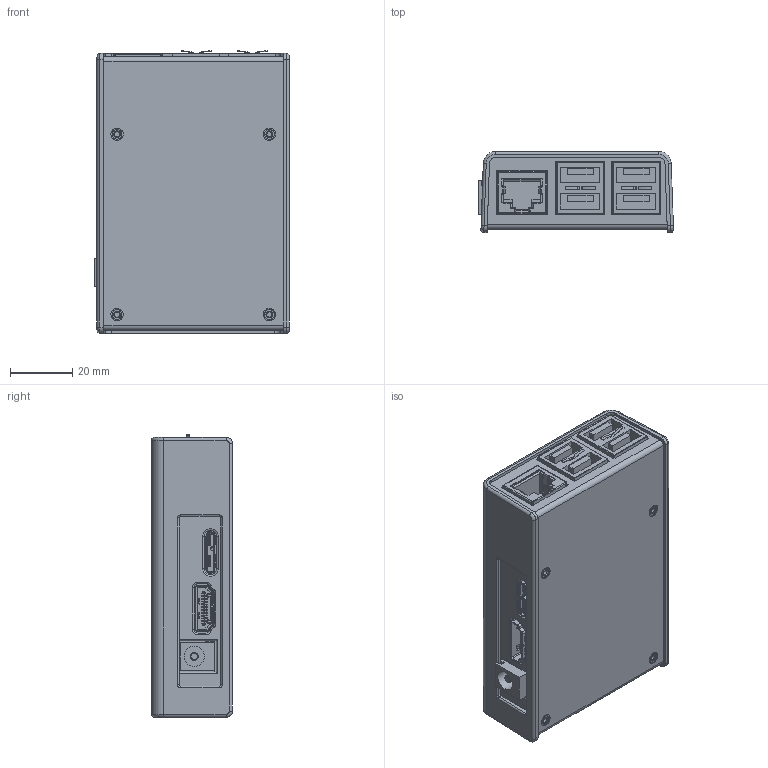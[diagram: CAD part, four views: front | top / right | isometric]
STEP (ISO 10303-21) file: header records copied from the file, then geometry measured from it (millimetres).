
FILE_DESCRIPTION (( 'STEP AP214' ), '1' );
FILE_NAME ('SNAP Controller.STEP', '2017-10-21T04:41:37', ( '' ), ( '' ), 'SwSTEP 2.0', 'SolidWorks 2017', '' );
FILE_SCHEMA (( 'AUTOMOTIVE_DESIGN' ));
Length unit declared in the file: millimetre
Products named in the file (31): MICRO_USB_FEMALE_HOUSING; SM_Chassis_Bottom; pj-102bh; PCB; USB; MSO4-256-4-PennEngineering-10-19-2017; HDMI_con; MICRO_USB_B_TYPE_SHELL_SMT; Eth; MICRO_USB_B_TYPE_HOSINGCONTACT; Plastic_Chassis_Lid; SNAP Controller; MICRO_USB_B_TYPE_CONTACT; UP Board; USB 3.1 Micro-B
Assembly tree (19 placements, depth 5):
  SM_Chassis_Bottom
  PCB
  MICRO_USB_B_TYPE_SHELL_SMT
  USB
  MSO4-256-4-PennEngineering-10-19-2017
Bounding box: 62.72 x 26 x 90.86 mm (x, y, z)
Volume: 44792.8 mm3; surface area: 58358 mm2
Topology: 33 solids, 34 shells, 2999 faces, 8266 edges, 5345 vertices
Faces by surface type: plane 2095, cylinder 776, bspline 91, torus 20, cone 17
Full cylindrical faces by diameter (mm): 1.694 x4, 2 x40, 2.5 x5, 2.835 x4, 3.15 x8, 3.175 x4, 3.962 x4, 6.5 x1
Entity records: 100786 total; most frequent: CARTESIAN_POINT 21631, ORIENTED_EDGE 15966, DIRECTION 14738, EDGE_CURVE 7987, VECTOR 6272, LINE 6272, VERTEX_POINT 5201, AXIS2_PLACEMENT_3D 4233
